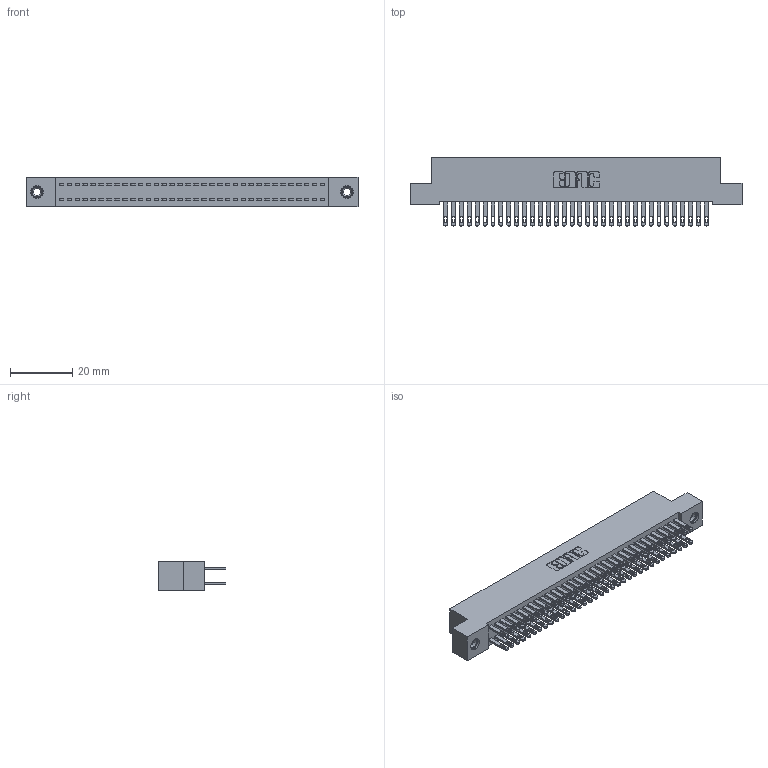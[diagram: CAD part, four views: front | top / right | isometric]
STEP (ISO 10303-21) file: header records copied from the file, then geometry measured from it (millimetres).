
FILE_DESCRIPTION (( 'STEP AP203' ), '1' );
FILE_NAME ('892-068-500-208.STEP', '2020-09-21T19:35:50', ( '' ), ( '' ), 'SwSTEP 2.0', 'SolidWorks 2020', '' );
FILE_SCHEMA (( 'CONFIG_CONTROL_DESIGN' ));
Length unit declared in the file: inch
Products named in the file (4): 842 Part_TI; 345-250-001_345-250-003-102; 892-068-500-208; 345-292-001_345-293-100
Assembly tree (71 placements, depth 2):
  892-068-500-208
    842 Part_TI
    345-292-001_345-293-100  x68
    345-250-001_345-250-003-102  x2
Bounding box: 106.68 x 21.85 x 9.4 mm (x, y, z)
Volume: 9749.4 mm3; surface area: 16333.8 mm2
Topology: 71 solids, 71 shells, 3434 faces, 10431 edges, 6946 vertices
Faces by surface type: plane 2138, cylinder 1280, cone 12, torus 4
Entity records: 23892 total; most frequent: CARTESIAN_POINT 3949, ORIENTED_EDGE 3878, DIRECTION 3421, EDGE_CURVE 1939, LINE 1787, VECTOR 1787, VERTEX_POINT 1288, AXIS2_PLACEMENT_3D 817
